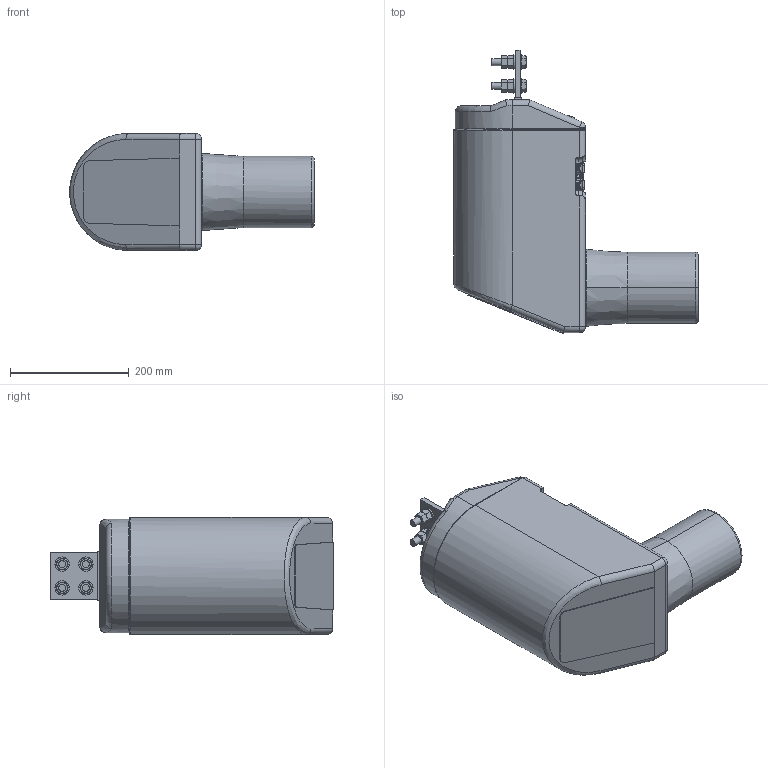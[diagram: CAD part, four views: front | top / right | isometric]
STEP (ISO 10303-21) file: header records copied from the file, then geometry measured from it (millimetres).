
FILE_DESCRIPTION (( 'STEP AP203' ), '1' );
FILE_NAME ('ﾒﾋ-10 (400-1500)ﾀ.STEP', '2013-03-22T09:38:05', ( '' ), ( '' ), 'SwSTEP 2.0', 'SolidWorks 2010', '' );
FILE_SCHEMA (( 'CONFIG_CONTROL_DESIGN' ));
Length unit declared in the file: millimetre
Products named in the file (1): ﾒﾋ-10 (400-1500)ﾀ
Bounding box: 412 x 477.35 x 197 mm (x, y, z)
Volume: 14691903.8 mm3; surface area: 538190.9 mm2
Topology: 44 solids, 44 shells, 1106 faces, 2640 edges, 1642 vertices
Faces by surface type: plane 447, cylinder 297, cone 173, bspline 125, torus 32, sphere 32
Entity records: 35970 total; most frequent: CARTESIAN_POINT 11070, ORIENTED_EDGE 5240, DIRECTION 5069, EDGE_CURVE 2620, AXIS2_PLACEMENT_3D 1929, VERTEX_POINT 1642, EDGE_LOOP 1212, VECTOR 1211
